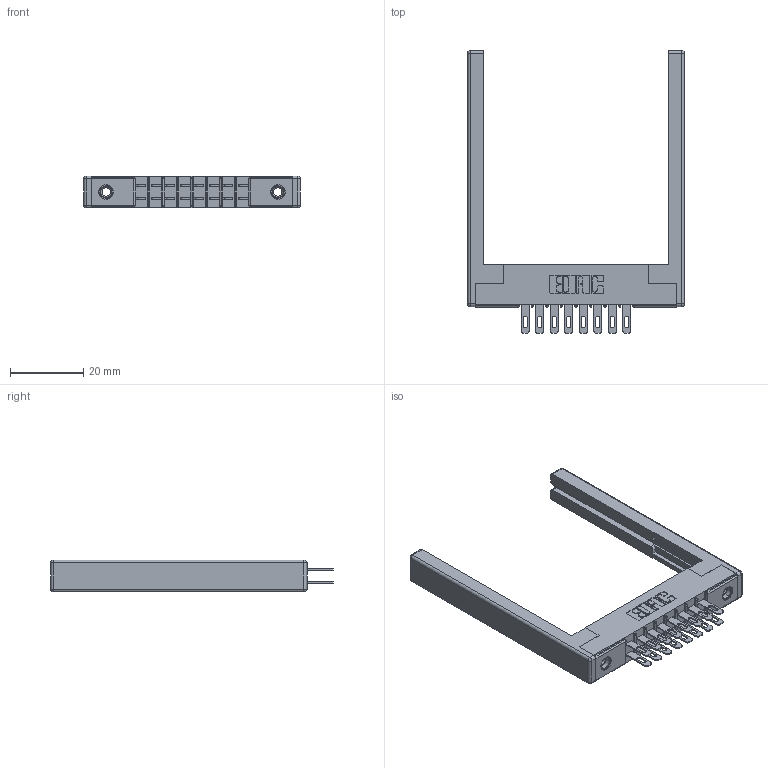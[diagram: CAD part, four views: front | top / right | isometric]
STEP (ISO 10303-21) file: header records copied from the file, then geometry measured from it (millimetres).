
FILE_DESCRIPTION (( 'STEP AP203' ), '1' );
FILE_NAME ('355-016-500-268.STEP', '2019-09-11T01:47:37', ( '' ), ( '' ), 'SwSTEP 2.0', 'SolidWorks 2016', '' );
FILE_SCHEMA (( 'CONFIG_CONTROL_DESIGN' ));
Length unit declared in the file: inch
Products named in the file (5): 305-290-001_500; 345-250-001_345-250-001-102; 355-016-500-268; 307-220-068; 305 Part_.156 Dia
Assembly tree (21 placements, depth 2):
  355-016-500-268
    305 Part_.156 Dia
    305-290-001_500  x16
    345-250-001_345-250-001-102  x2
    307-220-068  x2
Bounding box: 59.13 x 77.14 x 8.71 mm (x, y, z)
Volume: 8348.7 mm3; surface area: 10630.1 mm2
Topology: 21 solids, 21 shells, 1070 faces, 3002 edges, 1936 vertices
Faces by surface type: plane 604, cylinder 410, sphere 40, cone 12, torus 4
Entity records: 15582 total; most frequent: CARTESIAN_POINT 2551, ORIENTED_EDGE 2518, DIRECTION 2517, EDGE_CURVE 1259, VECTOR 969, LINE 969, VERTEX_POINT 808, AXIS2_PLACEMENT_3D 774
